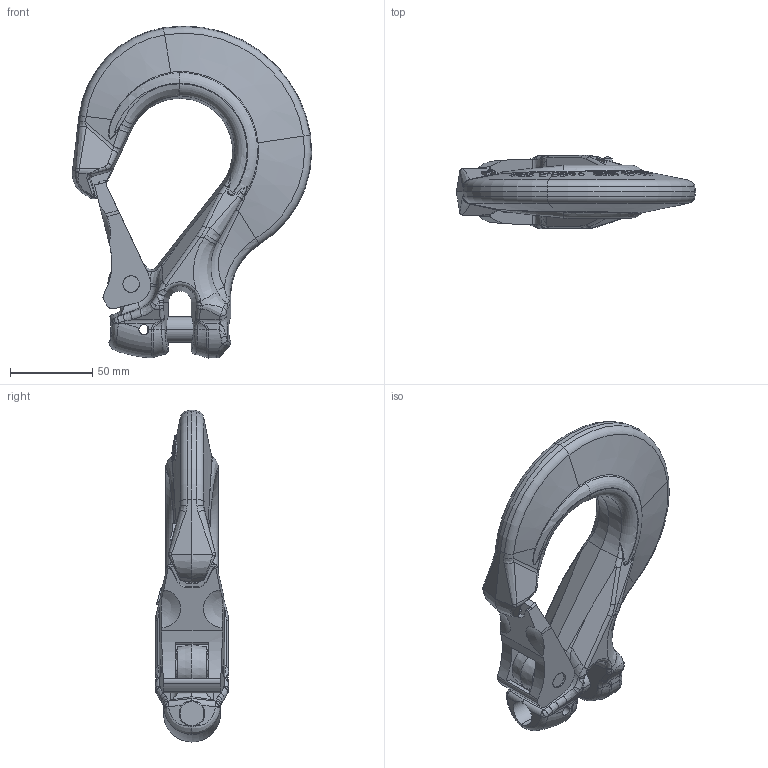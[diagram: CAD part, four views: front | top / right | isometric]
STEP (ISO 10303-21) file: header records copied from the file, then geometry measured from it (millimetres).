
FILE_DESCRIPTION((''),'2;1');
FILE_NAME('3VCGH13','2005-01-18T',('jakubetz'),(''),'PRO/ENGINEER BY PARAMETRIC TECHNOLOGY CORPORATION, 2001400','PRO/ENGINEER BY PARAMETRIC TECHNOLOGY CORPORATION, 2001400','');
FILE_SCHEMA(('CONFIG_CONTROL_DESIGN'));
Length unit declared in the file: millimetre
Products named in the file (1): 3VCGH13
Bounding box: 145.7 x 44.56 x 202.05 mm (x, y, z)
Volume: 33289.3 mm3; surface area: 63262.2 mm2
Topology: 2 solids, 3 shells, 957 faces, 2533 edges, 1596 vertices
Faces by surface type: plane 549, bspline 198, cylinder 112, cone 66, torus 26, sphere 6
Entity records: 42776 total; most frequent: CARTESIAN_POINT 22745, ORIENTED_EDGE 5048, DIRECTION 2775, EDGE_CURVE 2531, VERTEX_POINT 1596, B_SPLINE_CURVE_WITH_KNOTS 1501, EDGE_LOOP 990, AXIS2_PLACEMENT_3D 985
